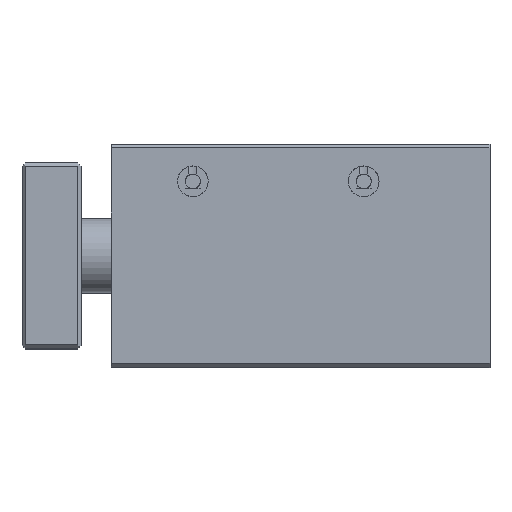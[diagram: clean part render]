
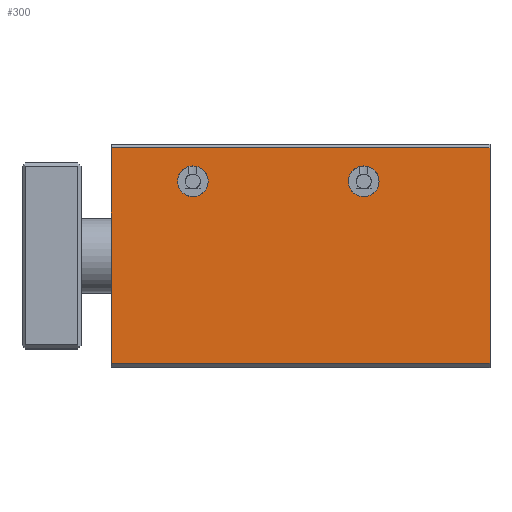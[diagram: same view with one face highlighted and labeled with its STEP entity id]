
A CAD part, top view. The second image highlights one B-rep face of the part: STEP entity #300.
In plain terms, the highlighted planar face has unit normal (0, 0, 1).
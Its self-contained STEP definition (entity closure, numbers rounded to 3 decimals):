
#300 = ADVANCED_FACE( '', ( #639, #640, #641 ), #642, .F. );
#639 = FACE_BOUND( '', #1197, .T. );
#640 = FACE_BOUND( '', #1198, .T. );
#641 = FACE_OUTER_BOUND( '', #1199, .T. );
#642 = PLANE( '', #1200 );
#1197 = EDGE_LOOP( '', ( #2306 ) );
#1198 = EDGE_LOOP( '', ( #2307 ) );
#1199 = EDGE_LOOP( '', ( #2308, #2309, #2310, #2311 ) );
#1200 = AXIS2_PLACEMENT_3D( '', #2312, #2313, #2314 );
#2306 = ORIENTED_EDGE( '', *, *, #3524, .F. );
#2307 = ORIENTED_EDGE( '', *, *, #3525, .F. );
#2308 = ORIENTED_EDGE( '', *, *, #3353, .T. );
#2309 = ORIENTED_EDGE( '', *, *, #3523, .F. );
#2310 = ORIENTED_EDGE( '', *, *, #3526, .F. );
#2311 = ORIENTED_EDGE( '', *, *, #3527, .T. );
#2312 = CARTESIAN_POINT( '', ( 51., 14.5, 32. ) );
#2313 = DIRECTION( '', ( 0., 0., -1. ) );
#2314 = DIRECTION( '', ( -1., 0., 0. ) );
#3353 = EDGE_CURVE( '', #3837, #3969, #3971, .T. );
#3523 = EDGE_CURVE( '', #4237, #3969, #4239, .T. );
#3524 = EDGE_CURVE( '', #4240, #4240, #4241, .T. );
#3525 = EDGE_CURVE( '', #4242, #4242, #4243, .T. );
#3526 = EDGE_CURVE( '', #4244, #4237, #4245, .T. );
#3527 = EDGE_CURVE( '', #4244, #3837, #4246, .T. );
#3837 = VERTEX_POINT( '', #4838 );
#3969 = VERTEX_POINT( '', #5028 );
#3971 = LINE( '', #5031, #5032 );
#4237 = VERTEX_POINT( '', #5432 );
#4239 = LINE( '', #5435, #5436 );
#4240 = VERTEX_POINT( '', #5437 );
#4241 = CIRCLE( '', #5438, 2.067 );
#4242 = VERTEX_POINT( '', #5439 );
#4243 = CIRCLE( '', #5440, 2.067 );
#4244 = VERTEX_POINT( '', #5441 );
#4245 = LINE( '', #5442, #5443 );
#4246 = LINE( '', #5444, #5445 );
#4838 = CARTESIAN_POINT( '', ( 0., 14.5, 32. ) );
#5028 = CARTESIAN_POINT( '', ( 0., -14.5, 32. ) );
#5031 = CARTESIAN_POINT( '', ( 0., 14.5, 32. ) );
#5032 = VECTOR( '', #6102, 1000. );
#5432 = CARTESIAN_POINT( '', ( 51., -14.5, 32. ) );
#5435 = CARTESIAN_POINT( '', ( 51., -14.5, 32. ) );
#5436 = VECTOR( '', #6340, 1000. );
#5437 = CARTESIAN_POINT( '', ( 36.067, 10., 32. ) );
#5438 = AXIS2_PLACEMENT_3D( '', #6341, #6342, #6343 );
#5439 = CARTESIAN_POINT( '', ( 13.067, 10., 32. ) );
#5440 = AXIS2_PLACEMENT_3D( '', #6344, #6345, #6346 );
#5441 = CARTESIAN_POINT( '', ( 51., 14.5, 32. ) );
#5442 = CARTESIAN_POINT( '', ( 51., 14.5, 32. ) );
#5443 = VECTOR( '', #6347, 1000. );
#5444 = CARTESIAN_POINT( '', ( 51., 14.5, 32. ) );
#5445 = VECTOR( '', #6348, 1000. );
#6102 = DIRECTION( '', ( 0., -1., 0. ) );
#6340 = DIRECTION( '', ( -1., 0., 0. ) );
#6341 = CARTESIAN_POINT( '', ( 34., 10., 32. ) );
#6342 = DIRECTION( '', ( 0., 0., 1. ) );
#6343 = DIRECTION( '', ( 1., 0., 0. ) );
#6344 = CARTESIAN_POINT( '', ( 11., 10., 32. ) );
#6345 = DIRECTION( '', ( 0., 0., 1. ) );
#6346 = DIRECTION( '', ( 1., 0., 0. ) );
#6347 = DIRECTION( '', ( 0., -1., 0. ) );
#6348 = DIRECTION( '', ( -1., 0., 0. ) );
